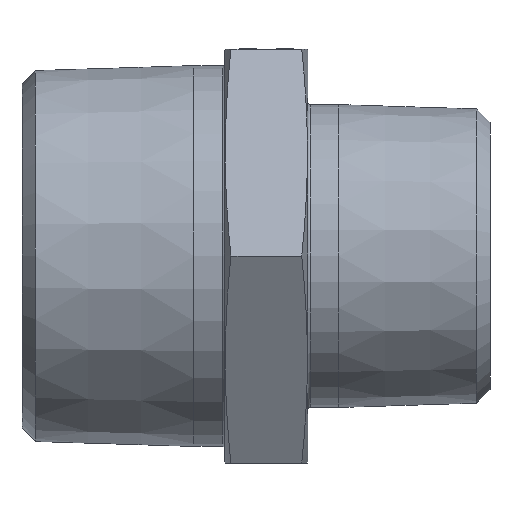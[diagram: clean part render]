
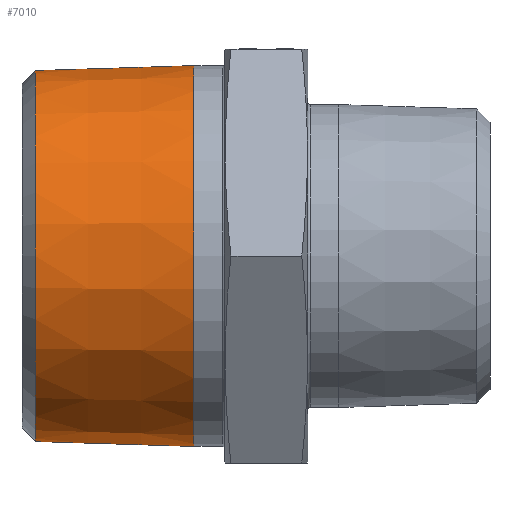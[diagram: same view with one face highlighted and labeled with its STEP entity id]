
A CAD part, front view. The second image highlights one B-rep face of the part: STEP entity #7010.
In plain terms, the highlighted conical face has half-angle 1.79 degrees and reference radius 20.955 mm.
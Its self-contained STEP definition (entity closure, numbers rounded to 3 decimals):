
#414 = CIRCLE ( 'NONE', #934, 20.604 ) ;
#635 = CONICAL_SURFACE ( 'NONE', #5865, 20.955, 0.031 ) ;
#934 = AXIS2_PLACEMENT_3D ( 'NONE', #9243, #10403, #15461 ) ;
#1418 = CARTESIAN_POINT ( 'NONE',  ( 19.1, 0., 0. ) ) ;
#2393 = DIRECTION ( 'NONE',  ( 1., 0., 0. ) ) ;
#3014 = EDGE_LOOP ( 'NONE', ( #8750 ) ) ;
#3532 = CARTESIAN_POINT ( 'NONE',  ( 12.7, 0., 0. ) ) ;
#4767 = FACE_BOUND ( 'NONE', #3014, .T. ) ;
#4928 = CIRCLE ( 'NONE', #14029, 21.155 ) ;
#5865 = AXIS2_PLACEMENT_3D ( 'NONE', #3532, #2393, #15734 ) ;
#5903 = EDGE_CURVE ( 'NONE', #13606, #13606, #4928, .T. ) ;
#6088 = VERTEX_POINT ( 'NONE', #11072 ) ;
#7010 = ADVANCED_FACE ( 'NONE', ( #4767, #12098 ), #635, .T. ) ;
#8729 = EDGE_CURVE ( 'NONE', #6088, #6088, #414, .T. ) ;
#8750 = ORIENTED_EDGE ( 'NONE', *, *, #8729, .T. ) ;
#8974 = ORIENTED_EDGE ( 'NONE', *, *, #5903, .T. ) ;
#9243 = CARTESIAN_POINT ( 'NONE',  ( 1.478, 0., 0. ) ) ;
#10403 = DIRECTION ( 'NONE',  ( 1., 0., 0. ) ) ;
#11072 = CARTESIAN_POINT ( 'NONE',  ( 1.478, 0., 20.604 ) ) ;
#12098 = FACE_OUTER_BOUND ( 'NONE', #14009, .T. ) ;
#13527 = CARTESIAN_POINT ( 'NONE',  ( 19.1, 0., 21.155 ) ) ;
#13606 = VERTEX_POINT ( 'NONE', #13527 ) ;
#13748 = DIRECTION ( 'NONE',  ( 0., 0., 1. ) ) ;
#14009 = EDGE_LOOP ( 'NONE', ( #8974 ) ) ;
#14029 = AXIS2_PLACEMENT_3D ( 'NONE', #1418, #14968, #13748 ) ;
#14968 = DIRECTION ( 'NONE',  ( -1., 0., 0. ) ) ;
#15461 = DIRECTION ( 'NONE',  ( 0., 0., 1. ) ) ;
#15734 = DIRECTION ( 'NONE',  ( 0., 0., -1. ) ) ;
